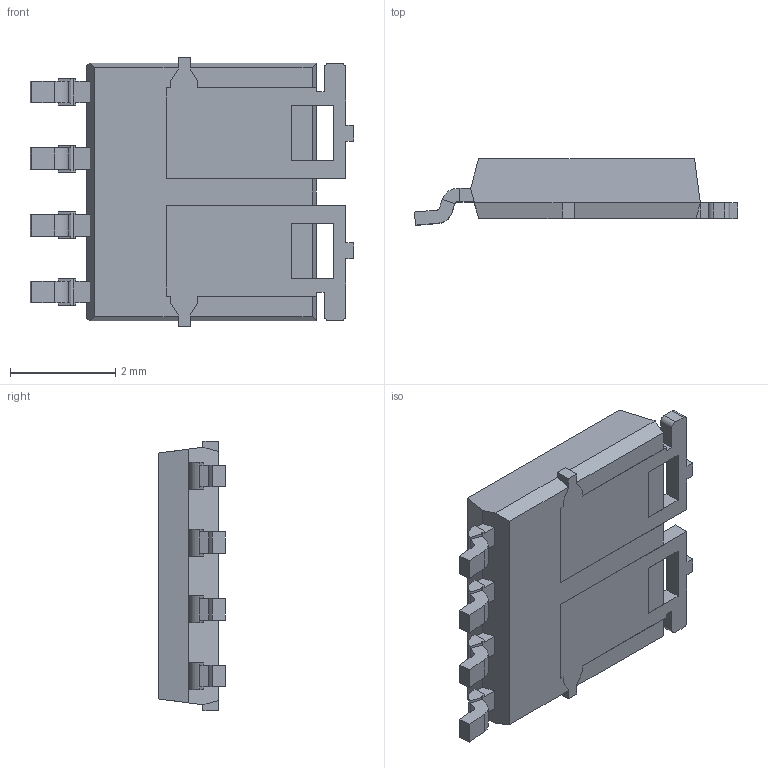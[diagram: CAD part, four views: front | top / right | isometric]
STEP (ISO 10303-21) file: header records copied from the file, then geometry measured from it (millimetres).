
FILE_DESCRIPTION (( 'STEP AP214' ), '1' );
FILE_NAME ('SQJ560EP-T1_GE3.STEP', '2023-06-15T21:02:15', ( '' ), ( '' ), 'SwSTEP 2.0', 'SolidWorks 2021', '' );
FILE_SCHEMA (( 'AUTOMOTIVE_DESIGN' ));
Length unit declared in the file: millimetre
Products named in the file (1): SQJ560EP-T1_GE3
Bounding box: 6.15 x 1.27 x 5.13 mm (x, y, z)
Volume: 24.3 mm3; surface area: 105.2 mm2
Topology: 7 solids, 7 shells, 195 faces, 510 edges, 330 vertices
Faces by surface type: plane 173, cylinder 22
Entity records: 5964 total; most frequent: CARTESIAN_POINT 1036, ORIENTED_EDGE 1020, DIRECTION 946, EDGE_CURVE 510, VECTOR 466, LINE 466, VERTEX_POINT 330, AXIS2_PLACEMENT_3D 240
